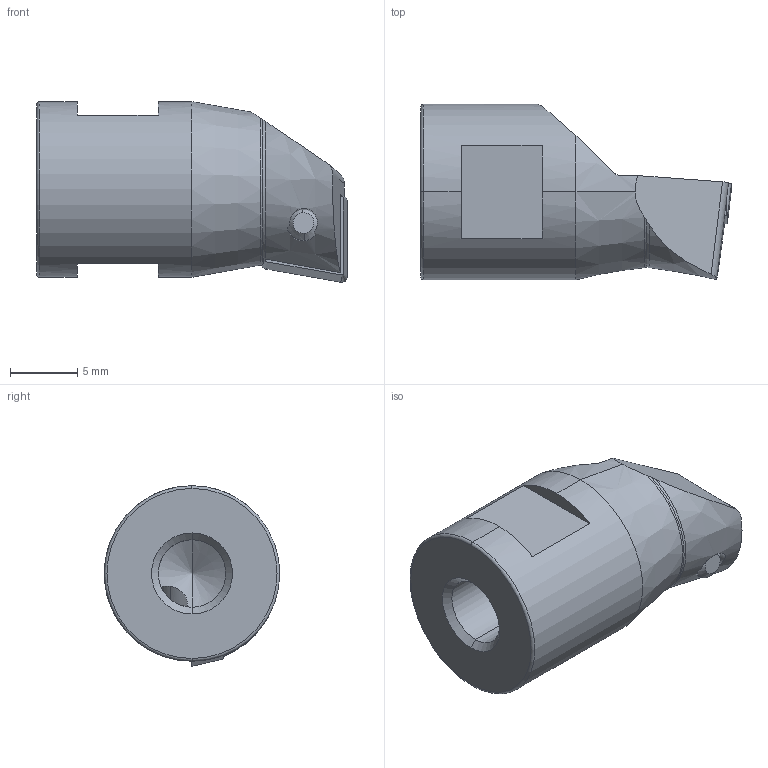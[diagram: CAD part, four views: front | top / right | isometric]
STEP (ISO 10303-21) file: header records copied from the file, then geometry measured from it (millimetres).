
FILE_DESCRIPTION (( 'STEP AP214' ), '1' );
FILE_NAME ('HS6-A14.K11.023.STEP', '2017-06-13T09:02:44', ( 'SWIAdmin' ), ( 'Hewlett-Packard Company' ), 'SwSTEP 2.0', 'SolidWorks 2017', '' );
FILE_SCHEMA (( 'AUTOMOTIVE_DESIGN' ));
Length unit declared in the file: millimetre
Products named in the file (4): CCMT060204; WCA-ER2.001.006_A; HS6-A14.K11.023_B; HS6-A14.K11.023
Assembly tree (3 placements, depth 2):
  HS6-A14.K11.023
    HS6-A14.K11.023_B
    WCA-ER2.001.006_A
    CCMT060204
Bounding box: 23 x 13 x 13.38 mm (x, y, z)
Volume: 1900.2 mm3; surface area: 1425.3 mm2
Topology: 3 solids, 3 shells, 126 faces, 322 edges, 196 vertices
Faces by surface type: cylinder 35, plane 34, cone 31, torus 12, bspline 12, sphere 2
Entity records: 4308 total; most frequent: CARTESIAN_POINT 1222, ORIENTED_EDGE 632, DIRECTION 580, EDGE_CURVE 316, AXIS2_PLACEMENT_3D 232, VERTEX_POINT 196, EDGE_LOOP 132, ADVANCED_FACE 126
